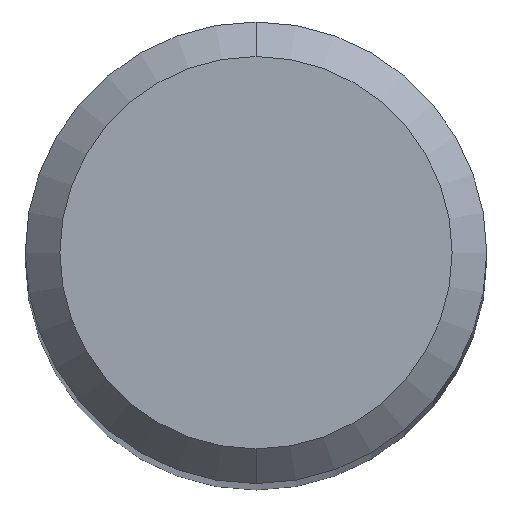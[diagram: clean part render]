
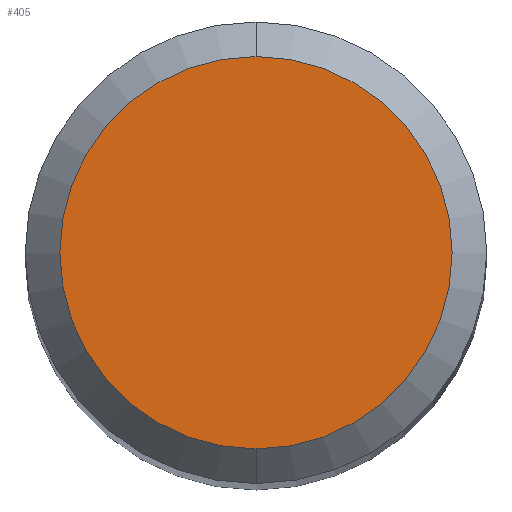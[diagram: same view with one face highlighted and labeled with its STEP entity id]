
A CAD part, top view. The second image highlights one B-rep face of the part: STEP entity #405.
In plain terms, the highlighted planar face has unit normal (0, 0, 1).
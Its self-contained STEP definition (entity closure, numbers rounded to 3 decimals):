
#405=ADVANCED_FACE('',(#1086),#1087,.T.);
#453=EDGE_CURVE('',#649,#697,#1139,.T.);
#649=VERTEX_POINT('',#1358);
#697=VERTEX_POINT('',#1410);
#1017=EDGE_CURVE('',#697,#649,#1757,.T.);
#1086=FACE_OUTER_BOUND('',#1971,.T.);
#1087=PLANE('',#1972);
#1139=CIRCLE('',#2279,1.7);
#1358=CARTESIAN_POINT('',(0.,-1.7,0.0));
#1410=CARTESIAN_POINT('',(0.0,1.7,0.0));
#1757=CIRCLE('',#5557,1.7);
#1971=EDGE_LOOP('',(#5598,#5599));
#1972=AXIS2_PLACEMENT_3D('',#5600,#5601,#5602);
#2279=AXIS2_PLACEMENT_3D('',#5655,#5656,#5657);
#5557=AXIS2_PLACEMENT_3D('',#6311,#6312,#6313);
#5598=ORIENTED_EDGE('',*,*,#1017,.F.);
#5599=ORIENTED_EDGE('',*,*,#453,.F.);
#5600=CARTESIAN_POINT('',(0.0,0.85,0.0));
#5601=DIRECTION('',(-0.0,0.0,1.0));
#5602=DIRECTION('',(0.0,-1.0,0.0));
#5655=CARTESIAN_POINT('',(0.0,0.0,0.0));
#5656=DIRECTION('',(0.0,0.0,-1.0));
#5657=DIRECTION('',(0.0,1.0,0.0));
#6311=CARTESIAN_POINT('',(0.0,0.0,0.0));
#6312=DIRECTION('',(0.0,0.0,-1.0));
#6313=DIRECTION('',(0.0,1.0,0.0));
